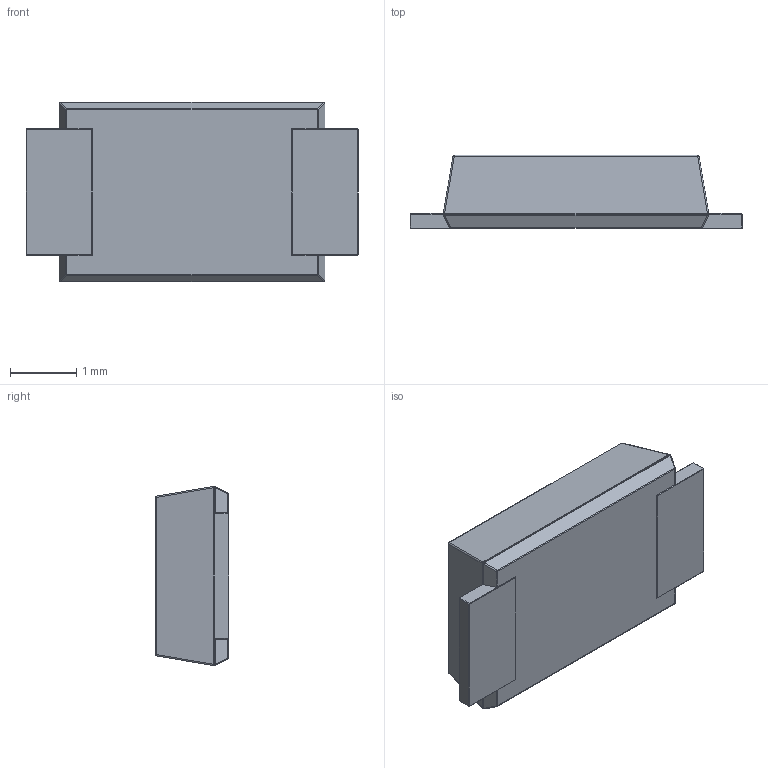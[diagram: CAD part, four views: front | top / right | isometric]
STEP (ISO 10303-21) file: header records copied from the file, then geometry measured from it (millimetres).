
FILE_DESCRIPTION (( 'STEP AP214' ), '1' );
FILE_NAME ('1BB312B9-F627-4E64-8F3F-4C1388935630.STEP', '2023-04-27T10:45:02', ( '' ), ( '' ), 'SwSTEP 2.0', 'SolidWorks 2022', '' );
FILE_SCHEMA (( 'AUTOMOTIVE_DESIGN' ));
Length unit declared in the file: millimetre
Products named in the file (1): 1BB312B9-F627-4E64-8F3F-4C1388935630
Bounding box: 5 x 1.11 x 2.7 mm (x, y, z)
Volume: 11.3 mm3; surface area: 37.6 mm2
Topology: 1 solids, 1 shells, 215 faces, 506 edges, 292 vertices
Faces by surface type: plane 86, bspline 57, cylinder 44, sphere 24, torus 4
Entity records: 10536 total; most frequent: CARTESIAN_POINT 4751, ORIENTED_EDGE 988, DIRECTION 790, EDGE_CURVE 494, VERTEX_POINT 292, VECTOR 280, LINE 280, AXIS2_PLACEMENT_3D 255
